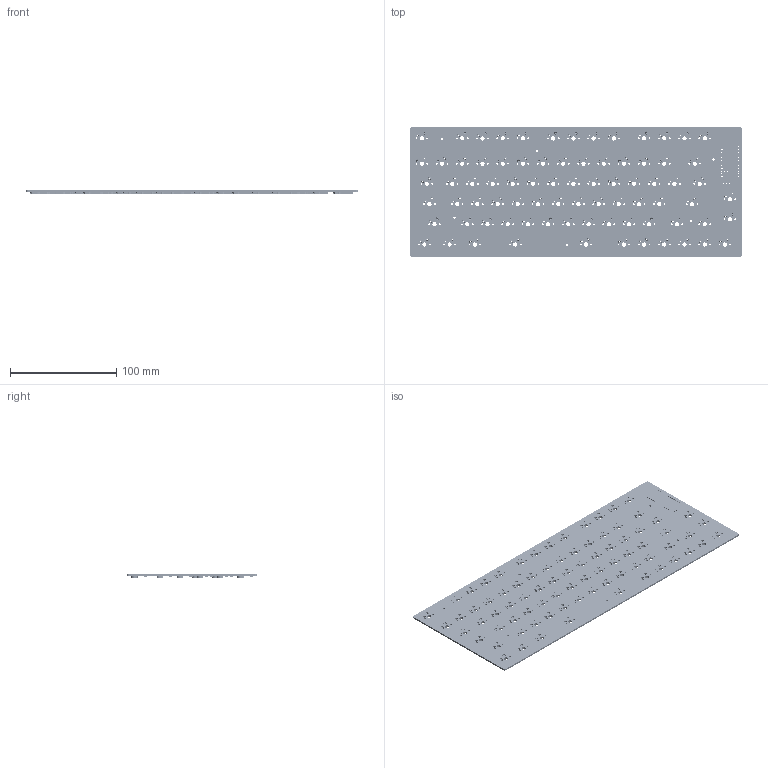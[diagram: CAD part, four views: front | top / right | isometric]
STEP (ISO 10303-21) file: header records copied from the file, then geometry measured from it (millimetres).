
FILE_DESCRIPTION(('FreeCAD Model'),'2;1');
FILE_NAME('Open CASCADE Shape Model','2021-08-31T16:26:00',('Author'),( ''),'Open CASCADE STEP processor 7.5','FreeCAD','Unknown');
FILE_SCHEMA(('AUTOMOTIVE_DESIGN { 1 0 10303 214 1 1 1 1 }'));
Length unit declared in the file: millimetre
Products named in the file (8): ByranTK-Alpha; Board_Geoms_5a0e; Pcb_5a0e; Step_Models_5a0e; Top_5a0e; SW49_CPG151101S11001 (Solid)001_7ddb719ec6a7; Bot_5a0e; D20_D_SOD_123_0186d38e153e
Assembly tree (165 placements, depth 4):
  ByranTK-Alpha
    Board_Geoms_5a0e
      Pcb_5a0e
    Step_Models_5a0e
      Top_5a0e
        SW49_CPG151101S11001 (Solid)001_7ddb719ec6a7  x80
      Bot_5a0e
        D20_D_SOD_123_0186d38e153e  x80
Bounding box: 313 x 122.85 x 3.7 mm (x, y, z)
Volume: 65861.8 mm3; surface area: 98140.5 mm2
Topology: 161 solids, 161 shells, 52606 faces, 130532 edges, 78968 vertices
Faces by surface type: plane 49446, bspline 2080, cylinder 1080
Full cylindrical faces by diameter (mm): 0.9 x3, 1.092 x27, 1.75 x160, 2.2 x6, 3 x160, 3.988 x80
Entity records: 37700 total; most frequent: DIRECTION 6287, CARTESIAN_POINT 6185, ORIENTED_EDGE 5894, EDGE_CURVE 2947, AXIS2_PLACEMENT_3D 2134, LINE 2019, VECTOR 2019, FACE_BOUND 1987
